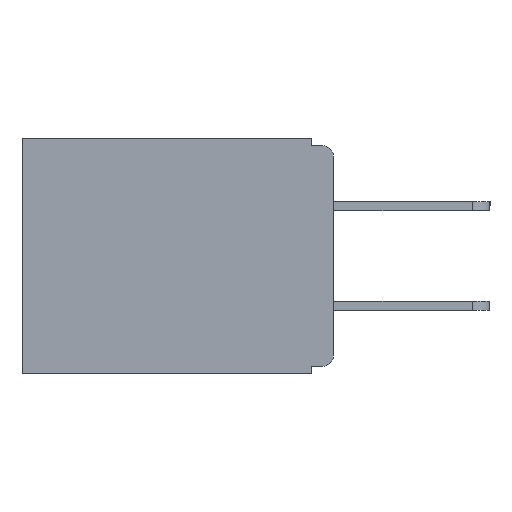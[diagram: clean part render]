
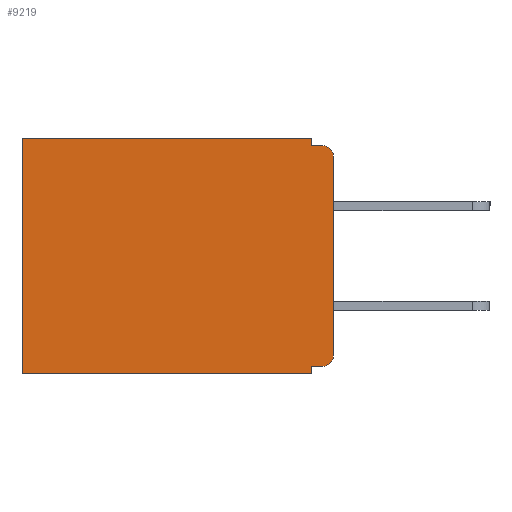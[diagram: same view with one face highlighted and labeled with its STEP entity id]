
A CAD part, left-side view. The second image highlights one B-rep face of the part: STEP entity #9219.
In plain terms, the highlighted planar face has unit normal (-1, 0, 0).
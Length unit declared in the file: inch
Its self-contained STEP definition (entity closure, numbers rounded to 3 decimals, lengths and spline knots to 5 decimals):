
#111 = CARTESIAN_POINT ( 'NONE',  ( 0.3, 0.015, -0.305 ) ) ;
#420 = DIRECTION ( 'NONE',  ( 0., 1., 0. ) ) ;
#503 = LINE ( 'NONE', #14830, #6088 ) ;
#1182 = CARTESIAN_POINT ( 'NONE',  ( 0.3, 0., -0.025 ) ) ;
#1406 = VECTOR ( 'NONE', #420, 39.37008 ) ;
#1506 = EDGE_CURVE ( 'NONE', #17247, #6082, #19629, .T. ) ;
#1636 = VECTOR ( 'NONE', #11872, 39.37008 ) ;
#2051 = CARTESIAN_POINT ( 'NONE',  ( 0.3, 0.437, -0.33 ) ) ;
#2173 = VERTEX_POINT ( 'NONE', #18591 ) ;
#2310 = CARTESIAN_POINT ( 'NONE',  ( 0.3, 0.015, -0.01 ) ) ;
#3194 = DIRECTION ( 'NONE',  ( 0., 0., -1. ) ) ;
#3380 = CARTESIAN_POINT ( 'NONE',  ( 0.3, 0.015, -0.025 ) ) ;
#4439 = VECTOR ( 'NONE', #22558, 39.37008 ) ;
#5107 = VERTEX_POINT ( 'NONE', #25885 ) ;
#5490 = VERTEX_POINT ( 'NONE', #7006 ) ;
#5746 = DIRECTION ( 'NONE',  ( 0., 0., -1. ) ) ;
#5798 = LINE ( 'NONE', #15243, #11307 ) ;
#5847 = AXIS2_PLACEMENT_3D ( 'NONE', #111, #22786, #20477 ) ;
#6075 = VERTEX_POINT ( 'NONE', #16456 ) ;
#6082 = VERTEX_POINT ( 'NONE', #14225 ) ;
#6088 = VECTOR ( 'NONE', #3194, 39.37008 ) ;
#6277 = EDGE_CURVE ( 'NONE', #27344, #14296, #26911, .T. ) ;
#6310 = ORIENTED_EDGE ( 'NONE', *, *, #20368, .F. ) ;
#7006 = CARTESIAN_POINT ( 'NONE',  ( 0.3, 0.031, -0.01 ) ) ;
#7082 = LINE ( 'NONE', #30009, #24206 ) ;
#7239 = LINE ( 'NONE', #20551, #18911 ) ;
#8931 = DIRECTION ( 'NONE',  ( 0., 1., 0. ) ) ;
#9184 = LINE ( 'NONE', #12192, #1406 ) ;
#9195 = CARTESIAN_POINT ( 'NONE',  ( 0.3, 0., -0.01 ) ) ;
#9219 = ADVANCED_FACE ( 'NONE', ( #15028 ), #27575, .F. ) ;
#9350 = DIRECTION ( 'NONE',  ( 0., 0., -1. ) ) ;
#9422 = EDGE_CURVE ( 'NONE', #17247, #5107, #9184, .T. ) ;
#9498 = CARTESIAN_POINT ( 'NONE',  ( 0.3, 0.437, -0.33 ) ) ;
#11084 = EDGE_CURVE ( 'NONE', #22971, #2173, #7239, .T. ) ;
#11307 = VECTOR ( 'NONE', #24469, 39.37008 ) ;
#11567 = DIRECTION ( 'NONE',  ( 0., -1., 0. ) ) ;
#11872 = DIRECTION ( 'NONE',  ( 0., 0., -1. ) ) ;
#12064 = ORIENTED_EDGE ( 'NONE', *, *, #1506, .T. ) ;
#12192 = CARTESIAN_POINT ( 'NONE',  ( 0.3, 0., -0.32 ) ) ;
#12770 = LINE ( 'NONE', #9195, #14210 ) ;
#13725 = DIRECTION ( 'NONE',  ( 1., 0., 0. ) ) ;
#14210 = VECTOR ( 'NONE', #11567, 39.37008 ) ;
#14225 = CARTESIAN_POINT ( 'NONE',  ( 0.3, 0., -0.305 ) ) ;
#14296 = VERTEX_POINT ( 'NONE', #2310 ) ;
#14830 = CARTESIAN_POINT ( 'NONE',  ( 0.3, 0.031, -0.33 ) ) ;
#15028 = FACE_OUTER_BOUND ( 'NONE', #25161, .T. ) ;
#15243 = CARTESIAN_POINT ( 'NONE',  ( 0.3, 0., -0.33 ) ) ;
#15745 = CARTESIAN_POINT ( 'NONE',  ( 0.3, 0.015, -0.32 ) ) ;
#15822 = EDGE_CURVE ( 'NONE', #5107, #6075, #503, .T. ) ;
#16250 = ORIENTED_EDGE ( 'NONE', *, *, #15822, .F. ) ;
#16275 = AXIS2_PLACEMENT_3D ( 'NONE', #3380, #19724, #5746 ) ;
#16456 = CARTESIAN_POINT ( 'NONE',  ( 0.3, 0.031, -0.33 ) ) ;
#16546 = ORIENTED_EDGE ( 'NONE', *, *, #6277, .T. ) ;
#16551 = ORIENTED_EDGE ( 'NONE', *, *, #28033, .F. ) ;
#16994 = CARTESIAN_POINT ( 'NONE',  ( 0.3, 0.031, 0. ) ) ;
#17247 = VERTEX_POINT ( 'NONE', #15745 ) ;
#17385 = EDGE_CURVE ( 'NONE', #22971, #5490, #7082, .T. ) ;
#18591 = CARTESIAN_POINT ( 'NONE',  ( 0.3, 0.437, 0. ) ) ;
#18911 = VECTOR ( 'NONE', #8931, 39.37008 ) ;
#19629 = CIRCLE ( 'NONE', #5847, 0.015 ) ;
#19724 = DIRECTION ( 'NONE',  ( -1., 0., 0. ) ) ;
#20214 = CARTESIAN_POINT ( 'NONE',  ( 0.3, 0., -0.33 ) ) ;
#20368 = EDGE_CURVE ( 'NONE', #5490, #14296, #12770, .T. ) ;
#20477 = DIRECTION ( 'NONE',  ( 0., 0., -1. ) ) ;
#20551 = CARTESIAN_POINT ( 'NONE',  ( 0.3, 0., 0. ) ) ;
#21003 = VERTEX_POINT ( 'NONE', #2051 ) ;
#21060 = LINE ( 'NONE', #9498, #1636 ) ;
#22130 = ORIENTED_EDGE ( 'NONE', *, *, #22328, .T. ) ;
#22232 = ORIENTED_EDGE ( 'NONE', *, *, #29694, .F. ) ;
#22328 = EDGE_CURVE ( 'NONE', #2173, #21003, #21060, .T. ) ;
#22558 = DIRECTION ( 'NONE',  ( 0., 0., -1. ) ) ;
#22786 = DIRECTION ( 'NONE',  ( -1., 0., 0. ) ) ;
#22971 = VERTEX_POINT ( 'NONE', #16994 ) ;
#23007 = ORIENTED_EDGE ( 'NONE', *, *, #9422, .F. ) ;
#23065 = LINE ( 'NONE', #20214, #4439 ) ;
#24062 = ORIENTED_EDGE ( 'NONE', *, *, #11084, .T. ) ;
#24206 = VECTOR ( 'NONE', #9350, 39.37008 ) ;
#24469 = DIRECTION ( 'NONE',  ( 0., 1., 0. ) ) ;
#24481 = AXIS2_PLACEMENT_3D ( 'NONE', #24958, #13725, #29801 ) ;
#24958 = CARTESIAN_POINT ( 'NONE',  ( 0.3, 0., -0.33 ) ) ;
#25161 = EDGE_LOOP ( 'NONE', ( #16551, #16546, #6310, #27816, #24062, #22130, #22232, #16250, #23007, #12064 ) ) ;
#25885 = CARTESIAN_POINT ( 'NONE',  ( 0.3, 0.031, -0.32 ) ) ;
#26911 = CIRCLE ( 'NONE', #16275, 0.015 ) ;
#27344 = VERTEX_POINT ( 'NONE', #1182 ) ;
#27575 = PLANE ( 'NONE',  #24481 ) ;
#27816 = ORIENTED_EDGE ( 'NONE', *, *, #17385, .F. ) ;
#28033 = EDGE_CURVE ( 'NONE', #27344, #6082, #23065, .T. ) ;
#29694 = EDGE_CURVE ( 'NONE', #6075, #21003, #5798, .T. ) ;
#29801 = DIRECTION ( 'NONE',  ( 0., 0., -1. ) ) ;
#30009 = CARTESIAN_POINT ( 'NONE',  ( 0.3, 0.031, 0. ) ) ;
